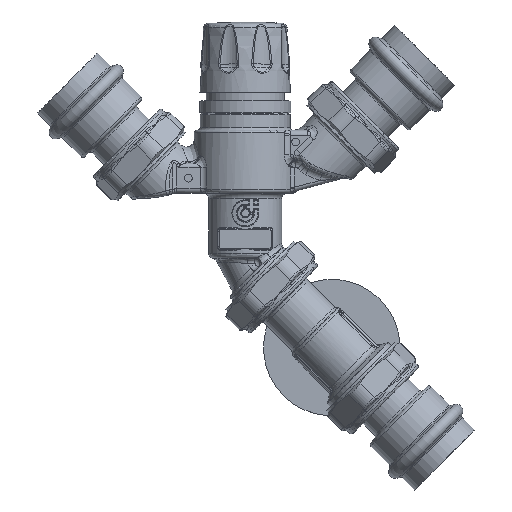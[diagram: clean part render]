
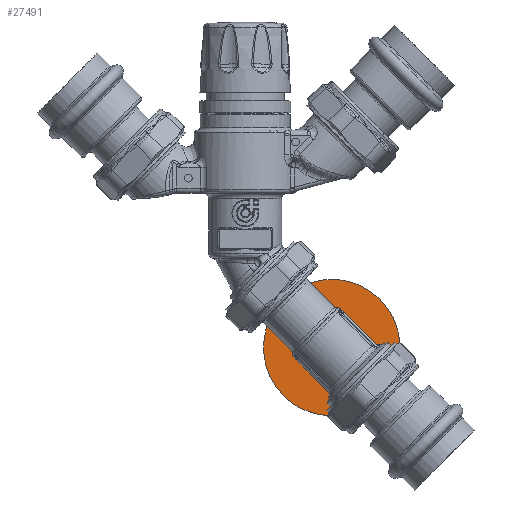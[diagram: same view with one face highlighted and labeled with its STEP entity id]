
A CAD part, top view. The second image highlights one B-rep face of the part: STEP entity #27491.
In plain terms, the highlighted planar face has unit normal (0, 0, 1).
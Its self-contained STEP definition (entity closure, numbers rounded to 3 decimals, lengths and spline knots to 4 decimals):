
#2362=FACE_BOUND('',#6078,.T.);
#4283=FACE_OUTER_BOUND('',#6077,.T.);
#6077=EDGE_LOOP('',(#22537));
#6078=EDGE_LOOP('',(#22538));
#9719=CIRCLE('',#30399,1.03);
#9721=CIRCLE('',#30403,0.3);
#11855=VERTEX_POINT('',#75124);
#11857=VERTEX_POINT('',#75131);
#15447=EDGE_CURVE('',#11855,#11855,#9719,.T.);
#15450=EDGE_CURVE('',#11857,#11857,#9721,.T.);
#22537=ORIENTED_EDGE('',*,*,#15447,.T.);
#22538=ORIENTED_EDGE('',*,*,#15450,.T.);
#24273=PLANE('',#30404);
#27491=ADVANCED_FACE('',(#4283,#2362),#24273,.F.);
#30399=AXIS2_PLACEMENT_3D('',#75126,#36791,#36792);
#30403=AXIS2_PLACEMENT_3D('',#75133,#36800,#36801);
#30404=AXIS2_PLACEMENT_3D('',#75134,#36802,#36803);
#36791=DIRECTION('center_axis',(0.,0.,
1.));
#36792=DIRECTION('ref_axis',(-0.707,0.707,0.));
#36800=DIRECTION('center_axis',(0.,0.,
-1.));
#36801=DIRECTION('ref_axis',(0.707,-0.707,0.));
#36802=DIRECTION('center_axis',(0.,0.,
-1.));
#36803=DIRECTION('ref_axis',(0.707,-0.707,0.));
#75124=CARTESIAN_POINT('',(2.0348,-3.5269,-2.4095));
#75126=CARTESIAN_POINT('Origin',(1.3064,-2.7986,-2.4095));
#75131=CARTESIAN_POINT('',(1.0943,-2.5864,-2.4095));
#75133=CARTESIAN_POINT('Origin',(1.3064,-2.7986,-2.4095));
#75134=CARTESIAN_POINT('Origin',(1.3064,-2.7986,-2.4095));
